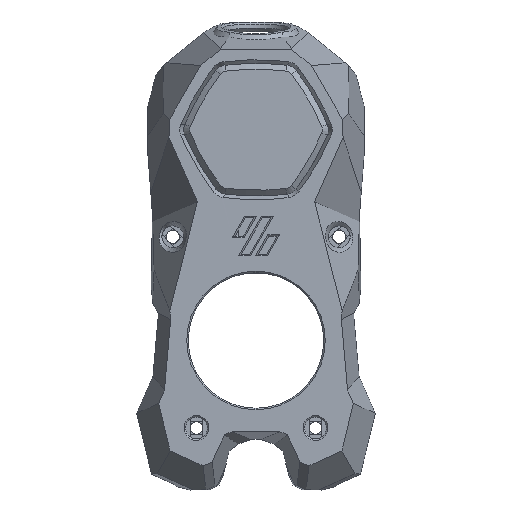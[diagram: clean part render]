
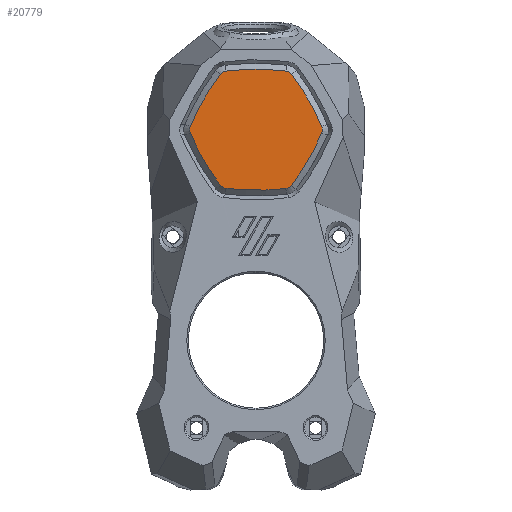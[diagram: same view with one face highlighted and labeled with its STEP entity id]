
A CAD part, front view. The second image highlights one B-rep face of the part: STEP entity #20779.
In plain terms, the highlighted planar face has unit normal (0, -1, 0).
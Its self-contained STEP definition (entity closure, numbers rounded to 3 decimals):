
#1682=CIRCLE('',#22062,67.744);
#1683=CIRCLE('',#22063,2.2);
#1684=CIRCLE('',#22064,66.708);
#1685=CIRCLE('',#22065,2.2);
#1686=CIRCLE('',#22066,72.807);
#1687=CIRCLE('',#22067,2.2);
#1688=CIRCLE('',#22068,66.998);
#1689=CIRCLE('',#22069,2.2);
#1690=CIRCLE('',#22070,67.759);
#1691=CIRCLE('',#22071,2.2);
#1692=CIRCLE('',#22072,67.625);
#1693=CIRCLE('',#22073,2.2);
#2190=FACE_OUTER_BOUND('',#3333,.T.);
#3333=EDGE_LOOP('',(#14584,#14585,#14586,#14587,#14588,#14589,#14590,#14591,
#14592,#14593,#14594,#14595));
#8465=VERTEX_POINT('',#32455);
#8466=VERTEX_POINT('',#32456);
#8467=VERTEX_POINT('',#32458);
#8468=VERTEX_POINT('',#32460);
#8469=VERTEX_POINT('',#32462);
#8470=VERTEX_POINT('',#32464);
#8471=VERTEX_POINT('',#32466);
#8472=VERTEX_POINT('',#32468);
#8473=VERTEX_POINT('',#32470);
#8474=VERTEX_POINT('',#32472);
#8475=VERTEX_POINT('',#32474);
#8476=VERTEX_POINT('',#32476);
#10826=EDGE_CURVE('',#8465,#8466,#1682,.T.);
#10827=EDGE_CURVE('',#8467,#8465,#1683,.T.);
#10828=EDGE_CURVE('',#8468,#8467,#1684,.T.);
#10829=EDGE_CURVE('',#8469,#8468,#1685,.T.);
#10830=EDGE_CURVE('',#8470,#8469,#1686,.T.);
#10831=EDGE_CURVE('',#8471,#8470,#1687,.T.);
#10832=EDGE_CURVE('',#8472,#8471,#1688,.T.);
#10833=EDGE_CURVE('',#8473,#8472,#1689,.T.);
#10834=EDGE_CURVE('',#8474,#8473,#1690,.T.);
#10835=EDGE_CURVE('',#8475,#8474,#1691,.T.);
#10836=EDGE_CURVE('',#8476,#8475,#1692,.T.);
#10837=EDGE_CURVE('',#8466,#8476,#1693,.T.);
#14584=ORIENTED_EDGE('',*,*,#10826,.F.);
#14585=ORIENTED_EDGE('',*,*,#10827,.F.);
#14586=ORIENTED_EDGE('',*,*,#10828,.F.);
#14587=ORIENTED_EDGE('',*,*,#10829,.F.);
#14588=ORIENTED_EDGE('',*,*,#10830,.F.);
#14589=ORIENTED_EDGE('',*,*,#10831,.F.);
#14590=ORIENTED_EDGE('',*,*,#10832,.F.);
#14591=ORIENTED_EDGE('',*,*,#10833,.F.);
#14592=ORIENTED_EDGE('',*,*,#10834,.F.);
#14593=ORIENTED_EDGE('',*,*,#10835,.F.);
#14594=ORIENTED_EDGE('',*,*,#10836,.F.);
#14595=ORIENTED_EDGE('',*,*,#10837,.F.);
#20033=PLANE('',#22061);
#20779=ADVANCED_FACE('',(#2190),#20033,.T.);
#22061=AXIS2_PLACEMENT_3D('',#32454,#24451,#24452);
#22062=AXIS2_PLACEMENT_3D('',#32457,#24453,#24454);
#22063=AXIS2_PLACEMENT_3D('',#32459,#24455,#24456);
#22064=AXIS2_PLACEMENT_3D('',#32461,#24457,#24458);
#22065=AXIS2_PLACEMENT_3D('',#32463,#24459,#24460);
#22066=AXIS2_PLACEMENT_3D('',#32465,#24461,#24462);
#22067=AXIS2_PLACEMENT_3D('',#32467,#24463,#24464);
#22068=AXIS2_PLACEMENT_3D('',#32469,#24465,#24466);
#22069=AXIS2_PLACEMENT_3D('',#32471,#24467,#24468);
#22070=AXIS2_PLACEMENT_3D('',#32473,#24469,#24470);
#22071=AXIS2_PLACEMENT_3D('',#32475,#24471,#24472);
#22072=AXIS2_PLACEMENT_3D('',#32477,#24473,#24474);
#22073=AXIS2_PLACEMENT_3D('',#32478,#24475,#24476);
#24451=DIRECTION('center_axis',(0.,-1.,0.));
#24452=DIRECTION('ref_axis',(1.,0.,0.));
#24453=DIRECTION('center_axis',(0.,1.,0.));
#24454=DIRECTION('ref_axis',(-1.,0.,0.));
#24455=DIRECTION('center_axis',(0.,1.,0.));
#24456=DIRECTION('ref_axis',(-1.,0.,0.001));
#24457=DIRECTION('center_axis',(0.,1.,0.));
#24458=DIRECTION('ref_axis',(-1.,0.,0.));
#24459=DIRECTION('center_axis',(0.,1.,0.));
#24460=DIRECTION('ref_axis',(-0.497,0.,-0.868));
#24461=DIRECTION('center_axis',(0.,1.,0.));
#24462=DIRECTION('ref_axis',(-1.,0.,0.));
#24463=DIRECTION('center_axis',(0.,1.,0.));
#24464=DIRECTION('ref_axis',(0.493,0.,-0.87));
#24465=DIRECTION('center_axis',(0.,1.,0.));
#24466=DIRECTION('ref_axis',(1.,0.,0.));
#24467=DIRECTION('center_axis',(0.,1.,0.));
#24468=DIRECTION('ref_axis',(1.,0.,0.001));
#24469=DIRECTION('center_axis',(0.,1.,0.));
#24470=DIRECTION('ref_axis',(1.,0.,0.));
#24471=DIRECTION('center_axis',(0.,1.,0.));
#24472=DIRECTION('ref_axis',(0.5,0.,0.866));
#24473=DIRECTION('center_axis',(0.,1.,0.));
#24474=DIRECTION('ref_axis',(-1.,0.,0.));
#24475=DIRECTION('center_axis',(0.,1.,0.));
#24476=DIRECTION('ref_axis',(-0.5,0.,0.866));
#32454=CARTESIAN_POINT('Origin',(-0.025,-39.6,
100.758));
#32455=CARTESIAN_POINT('',(-18.001,-39.6,101.635));
#32456=CARTESIAN_POINT('',(-9.762,-39.6,115.902));
#32457=CARTESIAN_POINT('Origin',(44.347,-39.6,75.142));
#32458=CARTESIAN_POINT('',(-18.003,-39.6,99.92));
#32459=CARTESIAN_POINT('Origin',(-15.976,-39.6,100.775));
#32460=CARTESIAN_POINT('',(-9.743,-39.6,85.604));
#32461=CARTESIAN_POINT('Origin',(43.46,-39.6,125.845));
#32462=CARTESIAN_POINT('',(-8.245,-39.6,84.746));
#32463=CARTESIAN_POINT('Origin',(-7.988,-39.6,86.931));
#32464=CARTESIAN_POINT('',(8.123,-39.6,84.676));
#32465=CARTESIAN_POINT('Origin',(0.248,-39.6,157.056));
#32466=CARTESIAN_POINT('',(9.638,-39.6,85.534));
#32467=CARTESIAN_POINT('Origin',(7.885,-39.6,86.863));
#32468=CARTESIAN_POINT('',(17.952,-39.6,99.912));
#32469=CARTESIAN_POINT('Origin',(-43.759,-39.6,126.001));
#32470=CARTESIAN_POINT('',(17.95,-39.6,101.629));
#32471=CARTESIAN_POINT('Origin',(15.925,-39.6,100.769));
#32472=CARTESIAN_POINT('',(9.709,-39.6,115.902));
#32473=CARTESIAN_POINT('Origin',(-44.415,-39.6,75.137));
#32474=CARTESIAN_POINT('',(8.22,-39.6,116.762));
#32475=CARTESIAN_POINT('Origin',(7.952,-39.6,114.579));
#32476=CARTESIAN_POINT('',(-8.273,-39.6,116.762));
#32477=CARTESIAN_POINT('Origin',(-0.025,-39.6,49.642));
#32478=CARTESIAN_POINT('Origin',(-8.005,-39.6,114.578));
